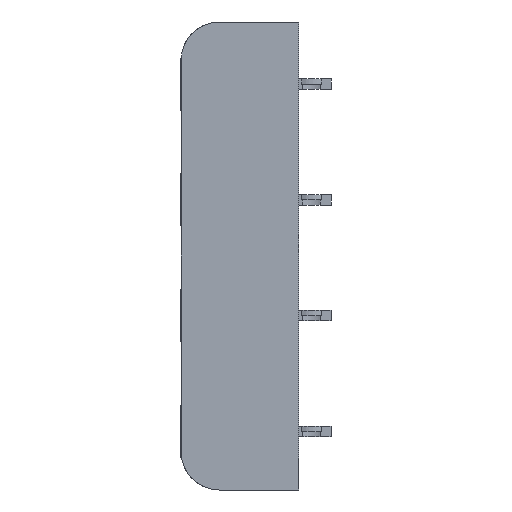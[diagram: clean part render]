
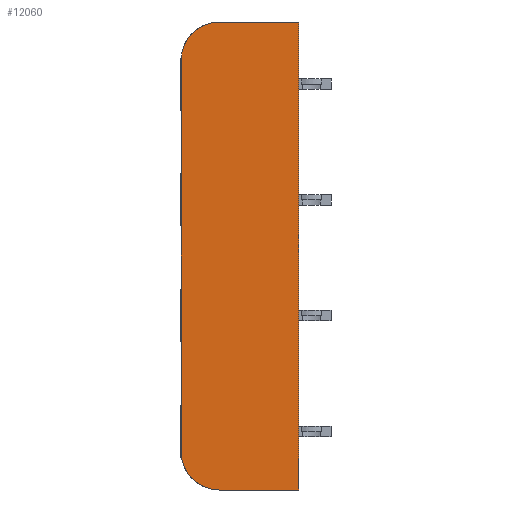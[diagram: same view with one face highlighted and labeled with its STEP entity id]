
A CAD part, left-side view. The second image highlights one B-rep face of the part: STEP entity #12060.
In plain terms, the highlighted planar face has unit normal (-1, 0, 0).
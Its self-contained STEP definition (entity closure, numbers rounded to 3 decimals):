
#38 = CARTESIAN_POINT ( 'NONE',  ( -26.415, 3.36, -24.25 ) ) ;
#337 = FACE_OUTER_BOUND ( 'NONE', #18195, .T. ) ;
#510 = VERTEX_POINT ( 'NONE', #9835 ) ;
#1546 = EDGE_CURVE ( 'NONE', #10908, #17706, #19077, .T. ) ;
#1844 = CARTESIAN_POINT ( 'NONE',  ( -26.415, 11.55, 20.25 ) ) ;
#2675 = AXIS2_PLACEMENT_3D ( 'NONE', #3665, #14811, #17800 ) ;
#2792 = DIRECTION ( 'NONE',  ( 0., 0., -1. ) ) ;
#2883 = DIRECTION ( 'NONE',  ( 0., -1., 0. ) ) ;
#3409 = ORIENTED_EDGE ( 'NONE', *, *, #1546, .F. ) ;
#3665 = CARTESIAN_POINT ( 'NONE',  ( -26.415, 11.55, -20.25 ) ) ;
#4078 = DIRECTION ( 'NONE',  ( 0., 0., 1. ) ) ;
#4115 = EDGE_CURVE ( 'NONE', #10436, #10908, #11978, .T. ) ;
#4870 = CARTESIAN_POINT ( 'NONE',  ( -26.415, 11.55, 20.25 ) ) ;
#5288 = CARTESIAN_POINT ( 'NONE',  ( -26.415, 3.36, 24.25 ) ) ;
#5880 = EDGE_CURVE ( 'NONE', #17706, #12212, #18648, .T. ) ;
#5952 = VECTOR ( 'NONE', #20031, 1000. ) ;
#6380 = ORIENTED_EDGE ( 'NONE', *, *, #4115, .F. ) ;
#6684 = DIRECTION ( 'NONE',  ( -1., 0., 0. ) ) ;
#6832 = PLANE ( 'NONE',  #19757 ) ;
#6860 = EDGE_CURVE ( 'NONE', #13432, #10436, #16125, .T. ) ;
#7133 = VECTOR ( 'NONE', #2792, 1000. ) ;
#7364 = CARTESIAN_POINT ( 'NONE',  ( -26.415, 15.55, 20.25 ) ) ;
#7454 = LINE ( 'NONE', #15280, #5952 ) ;
#7547 = EDGE_CURVE ( 'NONE', #12212, #510, #20560, .T. ) ;
#7778 = DIRECTION ( 'NONE',  ( 0., 1., 0. ) ) ;
#9131 = CARTESIAN_POINT ( 'NONE',  ( -26.415, 3.36, 24.25 ) ) ;
#9835 = CARTESIAN_POINT ( 'NONE',  ( -26.415, 15.55, -20.25 ) ) ;
#10218 = ORIENTED_EDGE ( 'NONE', *, *, #7547, .F. ) ;
#10436 = VERTEX_POINT ( 'NONE', #16855 ) ;
#10776 = CARTESIAN_POINT ( 'NONE',  ( -26.415, 3.36, 24.25 ) ) ;
#10778 = CARTESIAN_POINT ( 'NONE',  ( -26.415, 3.36, -24.25 ) ) ;
#10908 = VERTEX_POINT ( 'NONE', #5288 ) ;
#11342 = DIRECTION ( 'NONE',  ( 0., 0., 1. ) ) ;
#11978 = LINE ( 'NONE', #10776, #19208 ) ;
#12060 = ADVANCED_FACE ( 'NONE', ( #337 ), #6832, .T. ) ;
#12212 = VERTEX_POINT ( 'NONE', #16984 ) ;
#12598 = ORIENTED_EDGE ( 'NONE', *, *, #6860, .F. ) ;
#13432 = VERTEX_POINT ( 'NONE', #7364 ) ;
#14417 = VECTOR ( 'NONE', #7778, 1000. ) ;
#14811 = DIRECTION ( 'NONE',  ( 1., 0., 0. ) ) ;
#15280 = CARTESIAN_POINT ( 'NONE',  ( -26.415, 15.55, 20.25 ) ) ;
#16125 = CIRCLE ( 'NONE', #17375, 4. ) ;
#16855 = CARTESIAN_POINT ( 'NONE',  ( -26.415, 11.55, 24.25 ) ) ;
#16984 = CARTESIAN_POINT ( 'NONE',  ( -26.415, 11.55, -24.25 ) ) ;
#17213 = ORIENTED_EDGE ( 'NONE', *, *, #5880, .F. ) ;
#17225 = ORIENTED_EDGE ( 'NONE', *, *, #19786, .F. ) ;
#17375 = AXIS2_PLACEMENT_3D ( 'NONE', #4870, #20600, #4078 ) ;
#17706 = VERTEX_POINT ( 'NONE', #10778 ) ;
#17800 = DIRECTION ( 'NONE',  ( 0., 0., 1. ) ) ;
#18195 = EDGE_LOOP ( 'NONE', ( #6380, #12598, #17225, #10218, #17213, #3409 ) ) ;
#18648 = LINE ( 'NONE', #38, #14417 ) ;
#19077 = LINE ( 'NONE', #9131, #7133 ) ;
#19208 = VECTOR ( 'NONE', #2883, 1000. ) ;
#19757 = AXIS2_PLACEMENT_3D ( 'NONE', #1844, #6684, #11342 ) ;
#19786 = EDGE_CURVE ( 'NONE', #510, #13432, #7454, .T. ) ;
#20031 = DIRECTION ( 'NONE',  ( 0., 0., 1. ) ) ;
#20560 = CIRCLE ( 'NONE', #2675, 4. ) ;
#20600 = DIRECTION ( 'NONE',  ( 1., 0., 0. ) ) ;
